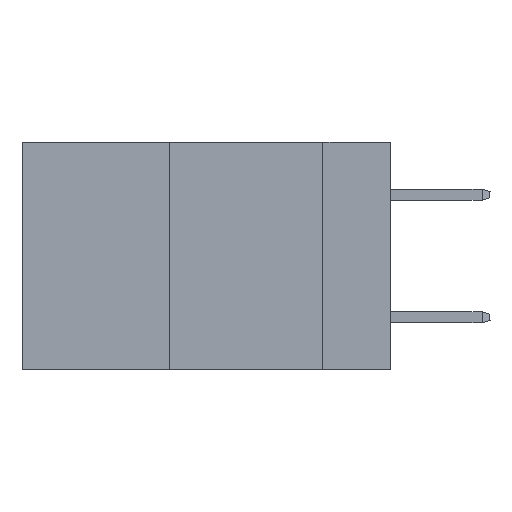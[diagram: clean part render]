
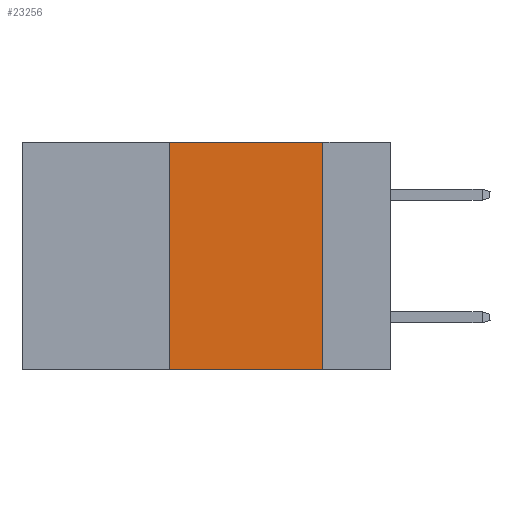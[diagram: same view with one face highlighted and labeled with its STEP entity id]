
A CAD part, left-side view. The second image highlights one B-rep face of the part: STEP entity #23256.
In plain terms, the highlighted planar face has unit normal (-1, 0, 0).
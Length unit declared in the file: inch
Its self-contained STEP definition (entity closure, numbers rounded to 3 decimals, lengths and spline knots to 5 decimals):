
#619 = LINE ( 'NONE', #8010, #28659 ) ;
#804 = ORIENTED_EDGE ( 'NONE', *, *, #7703, .F. ) ;
#809 = DIRECTION ( 'NONE',  ( 1., 0., 0. ) ) ;
#2364 = CARTESIAN_POINT ( 'NONE',  ( 0., 0.11, 0. ) ) ;
#2788 = CARTESIAN_POINT ( 'NONE',  ( 0., 0.11, 0. ) ) ;
#3546 = CARTESIAN_POINT ( 'NONE',  ( 0., 0.6, 0. ) ) ;
#3946 = VECTOR ( 'NONE', #5226, 39.37008 ) ;
#4322 = VERTEX_POINT ( 'NONE', #24906 ) ;
#5226 = DIRECTION ( 'NONE',  ( 0., -1., 0. ) ) ;
#5347 = VERTEX_POINT ( 'NONE', #32484 ) ;
#6720 = FACE_OUTER_BOUND ( 'NONE', #14783, .T. ) ;
#6906 = VECTOR ( 'NONE', #33185, 39.37008 ) ;
#7703 = EDGE_CURVE ( 'NONE', #23885, #18446, #26418, .T. ) ;
#8010 = CARTESIAN_POINT ( 'NONE',  ( 0., 0.36, 0. ) ) ;
#10334 = DIRECTION ( 'NONE',  ( 0., 0., -1. ) ) ;
#12439 = LINE ( 'NONE', #29795, #3946 ) ;
#13203 = ORIENTED_EDGE ( 'NONE', *, *, #20837, .F. ) ;
#14003 = CARTESIAN_POINT ( 'NONE',  ( 0., 0.6, 0. ) ) ;
#14121 = PLANE ( 'NONE',  #16459 ) ;
#14783 = EDGE_LOOP ( 'NONE', ( #804, #13203, #17842, #33340 ) ) ;
#15838 = CARTESIAN_POINT ( 'NONE',  ( 0., 0.11, -0.37 ) ) ;
#16459 = AXIS2_PLACEMENT_3D ( 'NONE', #14003, #809, #19679 ) ;
#17842 = ORIENTED_EDGE ( 'NONE', *, *, #18469, .F. ) ;
#18446 = VERTEX_POINT ( 'NONE', #15838 ) ;
#18469 = EDGE_CURVE ( 'NONE', #4322, #5347, #619, .T. ) ;
#19679 = DIRECTION ( 'NONE',  ( 0., 0., -1. ) ) ;
#20837 = EDGE_CURVE ( 'NONE', #5347, #23885, #28578, .T. ) ;
#21291 = VECTOR ( 'NONE', #10334, 39.37008 ) ;
#22023 = DIRECTION ( 'NONE',  ( 0., 0., 1. ) ) ;
#23256 = ADVANCED_FACE ( 'NONE', ( #6720 ), #14121, .F. ) ;
#23885 = VERTEX_POINT ( 'NONE', #2788 ) ;
#24906 = CARTESIAN_POINT ( 'NONE',  ( 0., 0.36, -0.37 ) ) ;
#26270 = EDGE_CURVE ( 'NONE', #4322, #18446, #12439, .T. ) ;
#26418 = LINE ( 'NONE', #2364, #21291 ) ;
#28578 = LINE ( 'NONE', #3546, #6906 ) ;
#28659 = VECTOR ( 'NONE', #22023, 39.37008 ) ;
#29795 = CARTESIAN_POINT ( 'NONE',  ( 0., 0.6, -0.37 ) ) ;
#32484 = CARTESIAN_POINT ( 'NONE',  ( 0., 0.36, 0. ) ) ;
#33185 = DIRECTION ( 'NONE',  ( 0., -1., 0. ) ) ;
#33340 = ORIENTED_EDGE ( 'NONE', *, *, #26270, .T. ) ;
